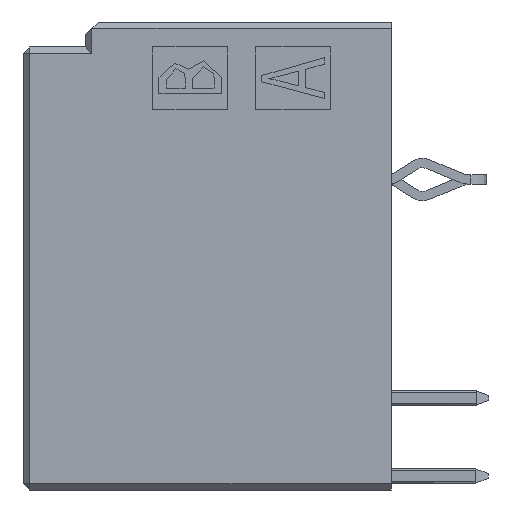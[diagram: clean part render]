
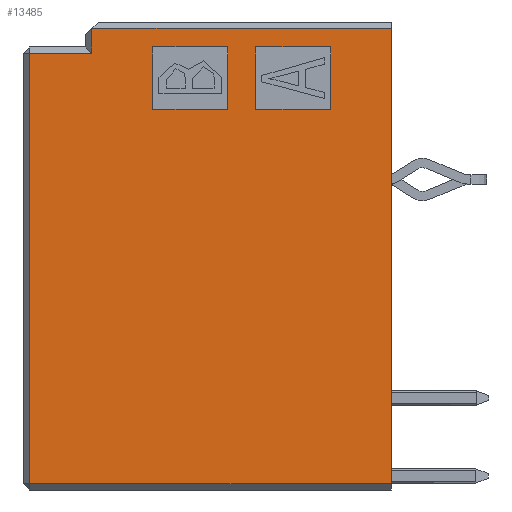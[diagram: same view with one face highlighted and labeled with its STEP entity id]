
A CAD part, left-side view. The second image highlights one B-rep face of the part: STEP entity #13485.
In plain terms, the highlighted planar face has unit normal (-1, 0, 0).
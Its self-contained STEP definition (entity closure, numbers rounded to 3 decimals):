
#2108=CARTESIAN_POINT('',(-11.3,-3.95,-2.8));
#2109=VERTEX_POINT('',#2108);
#2110=CARTESIAN_POINT('',(-11.3,-3.95,-0.8));
#2111=VERTEX_POINT('',#2110);
#2112=CARTESIAN_POINT('',(-11.3,-3.95,-2.8));
#2113=DIRECTION('',(0.,0.,1.));
#2114=VECTOR('',#2113,2.);
#2115=LINE('',#2112,#2114);
#2116=EDGE_CURVE('',#2109,#2111,#2115,.T.);
#2148=CARTESIAN_POINT('',(-11.3,-1.55,-0.8));
#2149=VERTEX_POINT('',#2148);
#2150=CARTESIAN_POINT('',(-11.3,-3.95,-0.8));
#2151=DIRECTION('',(0.,1.,0.));
#2152=VECTOR('',#2151,2.4);
#2153=LINE('',#2150,#2152);
#2154=EDGE_CURVE('',#2111,#2149,#2153,.T.);
#2179=CARTESIAN_POINT('',(-11.3,-1.55,-2.8));
#2180=VERTEX_POINT('',#2179);
#2181=CARTESIAN_POINT('',(-11.3,-1.55,-0.8));
#2182=DIRECTION('',(0.,0.,-1.));
#2183=VECTOR('',#2182,2.);
#2184=LINE('',#2181,#2183);
#2185=EDGE_CURVE('',#2149,#2180,#2184,.T.);
#2210=CARTESIAN_POINT('',(-11.3,-1.55,-2.8));
#2211=DIRECTION('',(0.,-1.,0.));
#2212=VECTOR('',#2211,2.4);
#2213=LINE('',#2210,#2212);
#2214=EDGE_CURVE('',#2180,#2109,#2213,.T.);
#2232=CARTESIAN_POINT('',(-11.3,1.75,-0.8));
#2233=VERTEX_POINT('',#2232);
#2234=CARTESIAN_POINT('',(-11.3,1.75,-2.8));
#2235=VERTEX_POINT('',#2234);
#2236=CARTESIAN_POINT('',(-11.3,1.75,-0.8));
#2237=DIRECTION('',(0.,0.,-1.));
#2238=VECTOR('',#2237,2.);
#2239=LINE('',#2236,#2238);
#2240=EDGE_CURVE('',#2233,#2235,#2239,.T.);
#2272=CARTESIAN_POINT('',(-11.3,-0.65,-2.8));
#2273=VERTEX_POINT('',#2272);
#2274=CARTESIAN_POINT('',(-11.3,-0.65,-0.8));
#2275=VERTEX_POINT('',#2274);
#2276=CARTESIAN_POINT('',(-11.3,-0.65,-2.8));
#2277=DIRECTION('',(0.,0.,1.));
#2278=VECTOR('',#2277,2.);
#2279=LINE('',#2276,#2278);
#2280=EDGE_CURVE('',#2273,#2275,#2279,.T.);
#2353=CARTESIAN_POINT('',(-11.3,3.7,-0.2));
#2354=VERTEX_POINT('',#2353);
#2383=CARTESIAN_POINT('',(-11.3,3.7,-1.));
#2384=VERTEX_POINT('',#2383);
#2391=CARTESIAN_POINT('',(-11.3,3.7,-1.));
#2392=DIRECTION('',(0.,0.,1.));
#2393=VECTOR('',#2392,0.8);
#2394=LINE('',#2391,#2393);
#2395=EDGE_CURVE('',#2384,#2354,#2394,.T.);
#3122=CARTESIAN_POINT('',(-11.3,-5.9,-0.2));
#3123=VERTEX_POINT('',#3122);
#3130=CARTESIAN_POINT('',(-11.3,-5.9,-14.8));
#3131=VERTEX_POINT('',#3130);
#3132=CARTESIAN_POINT('',(-11.3,-5.9,-0.2));
#3133=DIRECTION('',(0.,0.,-1.));
#3134=VECTOR('',#3133,14.6);
#3135=LINE('',#3132,#3134);
#3136=EDGE_CURVE('',#3123,#3131,#3135,.T.);
#3282=CARTESIAN_POINT('',(-11.3,5.7,-14.8));
#3283=VERTEX_POINT('',#3282);
#3284=CARTESIAN_POINT('',(-11.3,5.7,-1.));
#3285=VERTEX_POINT('',#3284);
#3286=CARTESIAN_POINT('',(-11.3,5.7,-14.8));
#3287=DIRECTION('',(0.,0.,1.));
#3288=VECTOR('',#3287,13.8);
#3289=LINE('',#3286,#3288);
#3290=EDGE_CURVE('',#3283,#3285,#3289,.T.);
#12714=CARTESIAN_POINT('',(-11.3,-0.65,-0.8));
#12715=DIRECTION('',(0.,1.,0.));
#12716=VECTOR('',#12715,2.4);
#12717=LINE('',#12714,#12716);
#12718=EDGE_CURVE('',#2275,#2233,#12717,.T.);
#12743=CARTESIAN_POINT('',(-11.3,1.75,-2.8));
#12744=DIRECTION('',(0.,-1.,0.));
#12745=VECTOR('',#12744,2.4);
#12746=LINE('',#12743,#12745);
#12747=EDGE_CURVE('',#2235,#2273,#12746,.T.);
#13071=CARTESIAN_POINT('',(-11.3,5.7,-1.));
#13072=DIRECTION('',(0.,-1.,0.));
#13073=VECTOR('',#13072,2.);
#13074=LINE('',#13071,#13073);
#13075=EDGE_CURVE('',#3285,#2384,#13074,.T.);
#13450=CARTESIAN_POINT('',(-11.3,0.,-7.5));
#13451=DIRECTION('',(0.,-1.,0.));
#13452=DIRECTION('',(-1.,0.,0.));
#13453=AXIS2_PLACEMENT_3D('',#13450,#13452,#13451);
#13454=PLANE('',#13453);
#13455=ORIENTED_EDGE('',*,*,#2395,.F.);
#13456=ORIENTED_EDGE('',*,*,#13075,.F.);
#13457=ORIENTED_EDGE('',*,*,#3290,.F.);
#13458=CARTESIAN_POINT('',(-11.3,5.7,-14.8));
#13459=DIRECTION('',(0.,-1.,0.));
#13460=VECTOR('',#13459,11.6);
#13461=LINE('',#13458,#13460);
#13462=EDGE_CURVE('',#3283,#3131,#13461,.T.);
#13463=ORIENTED_EDGE('',*,*,#13462,.T.);
#13464=ORIENTED_EDGE('',*,*,#3136,.F.);
#13465=CARTESIAN_POINT('',(-11.3,-5.9,-0.2));
#13466=DIRECTION('',(0.,1.,0.));
#13467=VECTOR('',#13466,9.6);
#13468=LINE('',#13465,#13467);
#13469=EDGE_CURVE('',#3123,#2354,#13468,.T.);
#13470=ORIENTED_EDGE('',*,*,#13469,.T.);
#13471=EDGE_LOOP('',(#13455,#13456,#13457,#13463,#13464,#13470));
#13472=FACE_OUTER_BOUND('',#13471,.T.);
#13473=ORIENTED_EDGE('',*,*,#2280,.F.);
#13474=ORIENTED_EDGE('',*,*,#12747,.F.);
#13475=ORIENTED_EDGE('',*,*,#2240,.F.);
#13476=ORIENTED_EDGE('',*,*,#12718,.F.);
#13477=EDGE_LOOP('',(#13473,#13474,#13475,#13476));
#13478=FACE_BOUND('',#13477,.T.);
#13479=ORIENTED_EDGE('',*,*,#2214,.F.);
#13480=ORIENTED_EDGE('',*,*,#2185,.F.);
#13481=ORIENTED_EDGE('',*,*,#2154,.F.);
#13482=ORIENTED_EDGE('',*,*,#2116,.F.);
#13483=EDGE_LOOP('',(#13479,#13480,#13481,#13482));
#13484=FACE_BOUND('',#13483,.T.);
#13485=ADVANCED_FACE('',(#13472,#13478,#13484),#13454,.T.);
